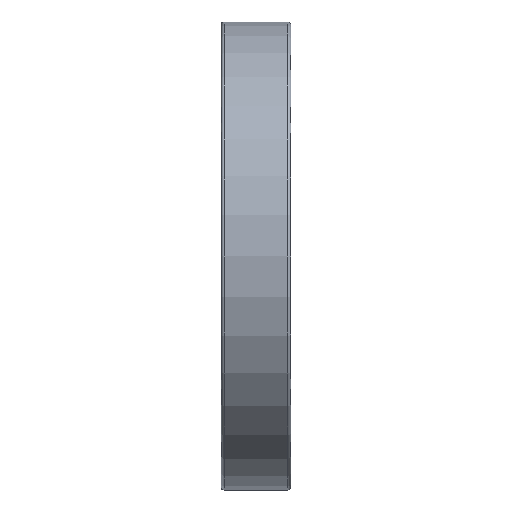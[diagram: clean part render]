
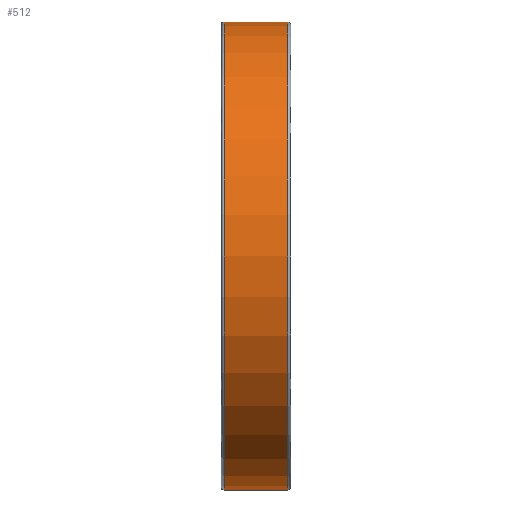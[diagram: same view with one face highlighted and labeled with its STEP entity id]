
A CAD part, front view. The second image highlights one B-rep face of the part: STEP entity #512.
In plain terms, the highlighted cylindrical face has radius 23.5 mm (diameter 47 mm), a full revolution.
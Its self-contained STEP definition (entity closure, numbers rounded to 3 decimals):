
#512 = ADVANCED_FACE( '', ( #542, #543 ), #544, .T. );
#542 = FACE_OUTER_BOUND( '', #589, .T. );
#543 = FACE_OUTER_BOUND( '', #590, .T. );
#544 = CYLINDRICAL_SURFACE( '', #591, 23.5 );
#589 = EDGE_LOOP( '', ( #647 ) );
#590 = EDGE_LOOP( '', ( #648 ) );
#591 = AXIS2_PLACEMENT_3D( '', #649, #650, #651 );
#647 = ORIENTED_EDGE( '', *, *, #700, .T. );
#648 = ORIENTED_EDGE( '', *, *, #699, .F. );
#649 = CARTESIAN_POINT( '', ( 7., 0., 0. ) );
#650 = DIRECTION( '', ( -1., 0., 0. ) );
#651 = DIRECTION( '', ( 0., 0., -1. ) );
#699 = EDGE_CURVE( '', #721, #721, #722, .T. );
#700 = EDGE_CURVE( '', #723, #723, #724, .T. );
#721 = VERTEX_POINT( '', #749 );
#722 = CIRCLE( '', #750, 23.5 );
#723 = VERTEX_POINT( '', #751 );
#724 = CIRCLE( '', #752, 23.5 );
#749 = CARTESIAN_POINT( '', ( 6.7, 0., -23.5 ) );
#750 = AXIS2_PLACEMENT_3D( '', #783, #784, #785 );
#751 = CARTESIAN_POINT( '', ( 0.3, 0., -23.5 ) );
#752 = AXIS2_PLACEMENT_3D( '', #786, #787, #788 );
#783 = CARTESIAN_POINT( '', ( 6.7, 0., 0. ) );
#784 = DIRECTION( '', ( 1., 0., 0. ) );
#785 = DIRECTION( '', ( 0., 0., -1. ) );
#786 = CARTESIAN_POINT( '', ( 0.3, 0., 0. ) );
#787 = DIRECTION( '', ( 1., 0., 0. ) );
#788 = DIRECTION( '', ( 0., 0., -1. ) );
